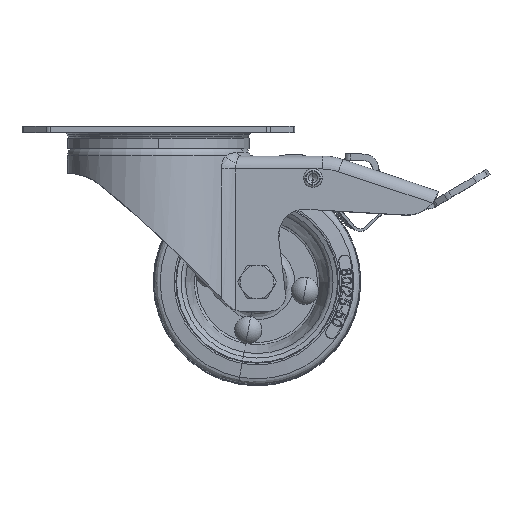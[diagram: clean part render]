
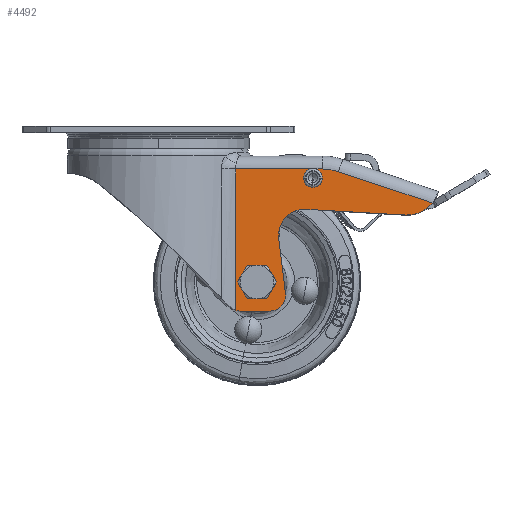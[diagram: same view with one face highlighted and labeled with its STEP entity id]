
A CAD part, top view. The second image highlights one B-rep face of the part: STEP entity #4492.
In plain terms, the highlighted planar face has unit normal (0, 0, 1).
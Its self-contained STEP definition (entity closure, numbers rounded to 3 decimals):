
#350 = CARTESIAN_POINT ( 'NONE',  ( 69.371, -11.534, 23. ) ) ;
#2088 = DIRECTION ( 'NONE',  ( 1., 0., 0. ) ) ;
#2155 = CARTESIAN_POINT ( 'NONE',  ( 105.445, -23.604, 23. ) ) ;
#2486 = AXIS2_PLACEMENT_3D ( 'NONE', #65895, #58560, #8898 ) ;
#2981 = ORIENTED_EDGE ( 'NONE', *, *, #24427, .T. ) ;
#4201 = CARTESIAN_POINT ( 'NONE',  ( 31.5, -59.2, 23. ) ) ;
#4413 = CARTESIAN_POINT ( 'NONE',  ( 29.799, -37.62, 23. ) ) ;
#4492 = ADVANCED_FACE ( 'NONE', ( #18467, #67742, #41761 ), #55133, .T. ) ;
#4570 = CIRCLE ( 'NONE', #44935, 4.1 ) ;
#6330 = ORIENTED_EDGE ( 'NONE', *, *, #42639, .T. ) ;
#7013 = AXIS2_PLACEMENT_3D ( 'NONE', #66703, #23179, #41148 ) ;
#7168 = ORIENTED_EDGE ( 'NONE', *, *, #64697, .F. ) ;
#7599 = CARTESIAN_POINT ( 'NONE',  ( 63.025, -10.5, 23. ) ) ;
#8433 = DIRECTION ( 'NONE',  ( -0.998, 0.057, 0. ) ) ;
#8727 = VERTEX_POINT ( 'NONE', #51520 ) ;
#8898 = DIRECTION ( 'NONE',  ( -0.962, -0.275, 0. ) ) ;
#9361 = CARTESIAN_POINT ( 'NONE',  ( 38., -54., 23. ) ) ;
#9556 = ORIENTED_EDGE ( 'NONE', *, *, #62796, .T. ) ;
#9620 = ORIENTED_EDGE ( 'NONE', *, *, #57862, .T. ) ;
#9730 = AXIS2_PLACEMENT_3D ( 'NONE', #19410, #44330, #51976 ) ;
#10284 = AXIS2_PLACEMENT_3D ( 'NONE', #56788, #18913, #32811 ) ;
#11957 = VERTEX_POINT ( 'NONE', #12237 ) ;
#12237 = CARTESIAN_POINT ( 'NONE',  ( 62.1, -14., 23. ) ) ;
#12526 = LINE ( 'NONE', #74463, #29663 ) ;
#15905 = EDGE_LOOP ( 'NONE', ( #7168, #9620, #2981, #56149, #52862, #33265, #6330, #60553, #15906, #31679, #42249 ) ) ;
#15906 = ORIENTED_EDGE ( 'NONE', *, *, #39458, .F. ) ;
#16832 = VERTEX_POINT ( 'NONE', #7599 ) ;
#17317 = EDGE_CURVE ( 'NONE', #11957, #33815, #45467, .T. ) ;
#18467 = FACE_OUTER_BOUND ( 'NONE', #15905, .T. ) ;
#18574 = DIRECTION ( 'NONE',  ( 0., 0., -1. ) ) ;
#18913 = DIRECTION ( 'NONE',  ( 0., 0., -1. ) ) ;
#19410 = CARTESIAN_POINT ( 'NONE',  ( 63.025, -30.5, 23. ) ) ;
#20035 = CARTESIAN_POINT ( 'NONE',  ( 31.5, -65.2, 23. ) ) ;
#20313 = DIRECTION ( 'NONE',  ( 0., 0., -1. ) ) ;
#20697 = CARTESIAN_POINT ( 'NONE',  ( 42.1, -54., 23. ) ) ;
#20935 = VERTEX_POINT ( 'NONE', #60957 ) ;
#21617 = CARTESIAN_POINT ( 'NONE',  ( 48.955, -58.469, 23. ) ) ;
#23179 = DIRECTION ( 'NONE',  ( 0., 0., -1. ) ) ;
#23182 = CARTESIAN_POINT ( 'NONE',  ( 29.799, -55.825, 23. ) ) ;
#23414 = DIRECTION ( 'NONE',  ( 0., -1., 0. ) ) ;
#23463 = CARTESIAN_POINT ( 'NONE',  ( 33.9, -54., 23. ) ) ;
#23700 = EDGE_CURVE ( 'NONE', #75574, #20935, #72380, .T. ) ;
#24305 = CARTESIAN_POINT ( 'NONE',  ( 59.5, -14., 23. ) ) ;
#24427 = EDGE_CURVE ( 'NONE', #24608, #16832, #48713, .T. ) ;
#24608 = VERTEX_POINT ( 'NONE', #350 ) ;
#25307 = LINE ( 'NONE', #75837, #37992 ) ;
#28053 = DIRECTION ( 'NONE',  ( 0., 0., -1. ) ) ;
#29311 = CARTESIAN_POINT ( 'NONE',  ( 29.799, -19.522, 23. ) ) ;
#29663 = VECTOR ( 'NONE', #51192, 1000. ) ;
#29875 = DIRECTION ( 'NONE',  ( 0., 0., -1. ) ) ;
#30324 = EDGE_LOOP ( 'NONE', ( #30657, #46419 ) ) ;
#30657 = ORIENTED_EDGE ( 'NONE', *, *, #62699, .T. ) ;
#31679 = ORIENTED_EDGE ( 'NONE', *, *, #62032, .T. ) ;
#32014 = AXIS2_PLACEMENT_3D ( 'NONE', #78533, #28053, #77719 ) ;
#32811 = DIRECTION ( 'NONE',  ( 0.993, 0.122, 0. ) ) ;
#33234 = CIRCLE ( 'NONE', #35799, 2.6 ) ;
#33265 = ORIENTED_EDGE ( 'NONE', *, *, #46354, .F. ) ;
#33617 = CARTESIAN_POINT ( 'NONE',  ( 95.279, -28.232, 23. ) ) ;
#33815 = VERTEX_POINT ( 'NONE', #35607 ) ;
#34266 = DIRECTION ( 'NONE',  ( 0., 0., -1. ) ) ;
#35607 = CARTESIAN_POINT ( 'NONE',  ( 56.9, -14., 23. ) ) ;
#35799 = AXIS2_PLACEMENT_3D ( 'NONE', #24305, #18574, #74803 ) ;
#37591 = DIRECTION ( 'NONE',  ( 0.122, -0.993, 0. ) ) ;
#37969 = EDGE_CURVE ( 'NONE', #62409, #8727, #80560, .T. ) ;
#37992 = VECTOR ( 'NONE', #37591, 1000. ) ;
#38319 = CIRCLE ( 'NONE', #7013, 10. ) ;
#38695 = VERTEX_POINT ( 'NONE', #59695 ) ;
#39066 = LINE ( 'NONE', #63833, #72633 ) ;
#39458 = EDGE_CURVE ( 'NONE', #45133, #62409, #25307, .T. ) ;
#40230 = VERTEX_POINT ( 'NONE', #20697 ) ;
#40822 = VERTEX_POINT ( 'NONE', #33617 ) ;
#41148 = DIRECTION ( 'NONE',  ( -0.993, -0.122, 0. ) ) ;
#41247 = CIRCLE ( 'NONE', #54212, 4.1 ) ;
#41473 = DIRECTION ( 'NONE',  ( -0.948, 0.317, 0. ) ) ;
#41761 = FACE_BOUND ( 'NONE', #75113, .T. ) ;
#42249 = ORIENTED_EDGE ( 'NONE', *, *, #50200, .F. ) ;
#42639 = EDGE_CURVE ( 'NONE', #38695, #8727, #45328, .T. ) ;
#44330 = DIRECTION ( 'NONE',  ( 0., 0., 1. ) ) ;
#44655 = ORIENTED_EDGE ( 'NONE', *, *, #17317, .T. ) ;
#44935 = AXIS2_PLACEMENT_3D ( 'NONE', #76134, #20313, #45185 ) ;
#45133 = VERTEX_POINT ( 'NONE', #62943 ) ;
#45185 = DIRECTION ( 'NONE',  ( 1., 0., 0. ) ) ;
#45328 = LINE ( 'NONE', #20035, #50588 ) ;
#45467 = CIRCLE ( 'NONE', #2486, 2.6 ) ;
#46354 = EDGE_CURVE ( 'NONE', #38695, #75574, #74833, .T. ) ;
#46419 = ORIENTED_EDGE ( 'NONE', *, *, #56199, .T. ) ;
#46861 = VERTEX_POINT ( 'NONE', #2155 ) ;
#47595 = CARTESIAN_POINT ( 'NONE',  ( 29.799, -64.954, 23. ) ) ;
#47981 = CARTESIAN_POINT ( 'NONE',  ( 29.799, -10.5, 23. ) ) ;
#48713 = CIRCLE ( 'NONE', #9730, 20. ) ;
#49575 = VERTEX_POINT ( 'NONE', #23463 ) ;
#50098 = EDGE_CURVE ( 'NONE', #16832, #20935, #12526, .T. ) ;
#50200 = EDGE_CURVE ( 'NONE', #40822, #62419, #39066, .T. ) ;
#50588 = VECTOR ( 'NONE', #2088, 1000. ) ;
#51192 = DIRECTION ( 'NONE',  ( -1., 0., 0. ) ) ;
#51520 = CARTESIAN_POINT ( 'NONE',  ( 43., -65.2, 23. ) ) ;
#51976 = DIRECTION ( 'NONE',  ( 0.317, 0.948, 0. ) ) ;
#52862 = ORIENTED_EDGE ( 'NONE', *, *, #23700, .F. ) ;
#54212 = AXIS2_PLACEMENT_3D ( 'NONE', #9361, #34266, #59002 ) ;
#55133 = PLANE ( 'NONE',  #71027 ) ;
#56149 = ORIENTED_EDGE ( 'NONE', *, *, #50098, .T. ) ;
#56199 = EDGE_CURVE ( 'NONE', #40230, #49575, #41247, .T. ) ;
#56788 = CARTESIAN_POINT ( 'NONE',  ( 43., -59.2, 23. ) ) ;
#57862 = EDGE_CURVE ( 'NONE', #46861, #24608, #63869, .T. ) ;
#58429 = VECTOR ( 'NONE', #41473, 1000. ) ;
#58560 = DIRECTION ( 'NONE',  ( 0., 0., -1. ) ) ;
#59002 = DIRECTION ( 'NONE',  ( 1., 0., 0. ) ) ;
#59695 = CARTESIAN_POINT ( 'NONE',  ( 31.5, -65.2, 23. ) ) ;
#60553 = ORIENTED_EDGE ( 'NONE', *, *, #37969, .F. ) ;
#60746 = DIRECTION ( 'NONE',  ( 0., -1., 0. ) ) ;
#60957 = CARTESIAN_POINT ( 'NONE',  ( 29.799, -10.5, 23. ) ) ;
#61357 = CARTESIAN_POINT ( 'NONE',  ( 29.799, -64.954, 23. ) ) ;
#62032 = EDGE_CURVE ( 'NONE', #45133, #62419, #38319, .T. ) ;
#62409 = VERTEX_POINT ( 'NONE', #21617 ) ;
#62419 = VERTEX_POINT ( 'NONE', #71261 ) ;
#62699 = EDGE_CURVE ( 'NONE', #49575, #40230, #4570, .T. ) ;
#62796 = EDGE_CURVE ( 'NONE', #33815, #11957, #33234, .T. ) ;
#62943 = CARTESIAN_POINT ( 'NONE',  ( 46.349, -37.244, 23. ) ) ;
#63833 = CARTESIAN_POINT ( 'NONE',  ( 95.279, -28.232, 23. ) ) ;
#63869 = LINE ( 'NONE', #76540, #58429 ) ;
#64697 = EDGE_CURVE ( 'NONE', #46861, #40822, #70951, .T. ) ;
#65895 = CARTESIAN_POINT ( 'NONE',  ( 59.5, -14., 23. ) ) ;
#66703 = CARTESIAN_POINT ( 'NONE',  ( 56.275, -36.025, 23. ) ) ;
#67742 = FACE_BOUND ( 'NONE', #30324, .T. ) ;
#68139 = DIRECTION ( 'NONE',  ( 0., 0., 1. ) ) ;
#70951 = CIRCLE ( 'NONE', #32014, 12. ) ;
#71027 = AXIS2_PLACEMENT_3D ( 'NONE', #74283, #68139, #23414 ) ;
#71261 = CARTESIAN_POINT ( 'NONE',  ( 56.844, -26.041, 23. ) ) ;
#72380 = B_SPLINE_CURVE_WITH_KNOTS ( 'NONE', 3,
 ( #47595, #23182, #4413, #29311, #47981 ),
 .UNSPECIFIED., .F., .F.,
 ( 4, 1, 4 ),
 ( 0., 0.5, 1. ),
 .UNSPECIFIED. ) ;
#72633 = VECTOR ( 'NONE', #8433, 1000. ) ;
#74283 = CARTESIAN_POINT ( 'NONE',  ( 114., -5.5, 23. ) ) ;
#74463 = CARTESIAN_POINT ( 'NONE',  ( 63.025, -10.5, 23. ) ) ;
#74803 = DIRECTION ( 'NONE',  ( -0.962, -0.275, 0. ) ) ;
#74833 = CIRCLE ( 'NONE', #78930, 6. ) ;
#75113 = EDGE_LOOP ( 'NONE', ( #9556, #44655 ) ) ;
#75574 = VERTEX_POINT ( 'NONE', #61357 ) ;
#75837 = CARTESIAN_POINT ( 'NONE',  ( 46.349, -37.244, 23. ) ) ;
#76134 = CARTESIAN_POINT ( 'NONE',  ( 38., -54., 23. ) ) ;
#76540 = CARTESIAN_POINT ( 'NONE',  ( 105.445, -23.604, 23. ) ) ;
#77719 = DIRECTION ( 'NONE',  ( 0.79, -0.613, 0. ) ) ;
#78533 = CARTESIAN_POINT ( 'NONE',  ( 95.962, -16.251, 23. ) ) ;
#78930 = AXIS2_PLACEMENT_3D ( 'NONE', #4201, #29875, #60746 ) ;
#80560 = CIRCLE ( 'NONE', #10284, 6. ) ;
